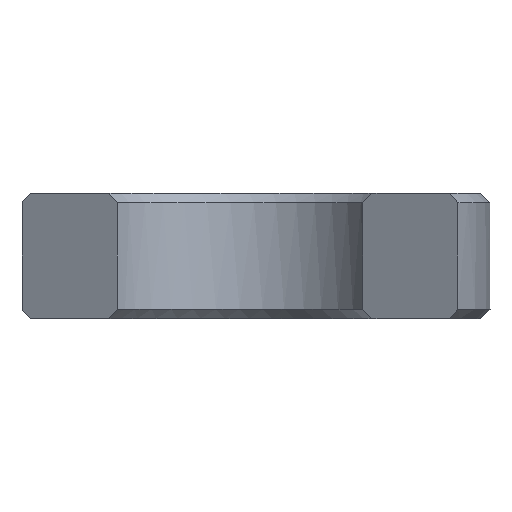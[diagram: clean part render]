
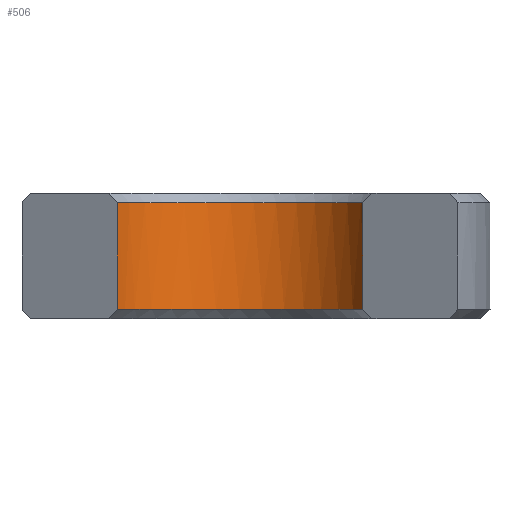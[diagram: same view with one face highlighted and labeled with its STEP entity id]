
A CAD part, front view. The second image highlights one B-rep face of the part: STEP entity #506.
In plain terms, the highlighted free-form (B-spline) face has degree [2, 1] with [5, 2] control points.
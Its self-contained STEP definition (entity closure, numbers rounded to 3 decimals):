
#4 = CARTESIAN_POINT ( 'NONE',  ( 2649.406, 2337.824, -18.4 ) ) ;
#18 = CARTESIAN_POINT ( 'NONE',  ( 2621.806, 2379.219, -1.5 ) ) ;
#22 = ORIENTED_EDGE ( 'NONE', *, *, #233, .F. ) ;
#55 = FACE_OUTER_BOUND ( 'NONE', #237, .T. ) ;
#66 = CARTESIAN_POINT ( 'NONE',  ( 2621.378, 2379.467, -18.738 ) ) ;
#72 = CARTESIAN_POINT ( 'NONE',  ( 2610.103, 2359.938, -18.738 ) ) ;
#74 = CARTESIAN_POINT ( 'NONE',  ( 2649.406, 2337.824, -1.5 ) ) ;
#92 = B_SPLINE_CURVE_WITH_KNOTS ( 'NONE', 1,
 ( #260, #535 ),
 .UNSPECIFIED., .F., .F.,
 ( 2, 2 ),
 ( 0., 1. ),
 .UNSPECIFIED. ) ;
#114 = CARTESIAN_POINT ( 'NONE',  ( 2640.906, 2368.192, -18.738 ) ) ;
#130 = CARTESIAN_POINT ( 'NONE',  ( 2640.906, 2368.192, -18.4 ) ) ;
#138 = ORIENTED_EDGE ( 'NONE', *, *, #542, .F. ) ;
#161 = CARTESIAN_POINT ( 'NONE',  ( 2649.406, 2337.824, -18.4 ) ) ;
#163 = CARTESIAN_POINT ( 'NONE',  ( 2660.435, 2356.917, -18.738 ) ) ;
#170 = CARTESIAN_POINT ( 'NONE',  ( 2610.357, 2360.368, -18.4 ) ) ;
#177 = EDGE_CURVE ( 'NONE', #513, #246, #524, .T. ) ;
#198 = CARTESIAN_POINT ( 'NONE',  ( 2660.435, 2356.917, -1.162 ) ) ;
#203 = CARTESIAN_POINT ( 'NONE',  ( 2610.103, 2359.938, -1.162 ) ) ;
#206 = CARTESIAN_POINT ( 'NONE',  ( 2649.406, 2337.824, -18.4 ) ) ;
#233 = EDGE_CURVE ( 'NONE', #246, #491, #92, .T. ) ;
#237 = EDGE_LOOP ( 'NONE', ( #421, #423, #138, #22 ) ) ;
#246 = VERTEX_POINT ( 'NONE', #170 ) ;
#260 = CARTESIAN_POINT ( 'NONE',  ( 2610.357, 2360.368, -18.4 ) ) ;
#267 = B_SPLINE_CURVE_WITH_KNOTS ( 'NONE', 1,
 ( #398, #4 ),
 .UNSPECIFIED., .F., .F.,
 ( 2, 2 ),
 ( 0., 1. ),
 .UNSPECIFIED. ) ;
#270 = EDGE_CURVE ( 'NONE', #560, #513, #267, .T. ) ;
#286 = CARTESIAN_POINT ( 'NONE',  ( 2649.406, 2337.824, -1.5 ) ) ;
#333 = CARTESIAN_POINT ( 'NONE',  ( 2640.906, 2368.192, -1.5 ) ) ;
#338 = CARTESIAN_POINT ( 'NONE',  ( 2610.357, 2360.368, -18.4 ) ) ;
#339 = CARTESIAN_POINT ( 'NONE',  ( 2660.007, 2357.164, -18.4 ) ) ;
#365 = CARTESIAN_POINT ( 'NONE',  ( 2610.357, 2360.368, -1.5 ) ) ;
#371 = CARTESIAN_POINT ( 'NONE',  ( 2649.16, 2337.388, -18.738 ) ) ;
#398 = CARTESIAN_POINT ( 'NONE',  ( 2649.406, 2337.824, -1.5 ) ) ;
#421 = ORIENTED_EDGE ( 'NONE', *, *, #177, .F. ) ;
#423 = ORIENTED_EDGE ( 'NONE', *, *, #270, .F. ) ;
#425 = CARTESIAN_POINT ( 'NONE',  ( 2621.378, 2379.467, -1.162 ) ) ;
#428 =( BOUNDED_CURVE ( )  B_SPLINE_CURVE ( 2, ( #470, #18, #333, #548, #74 ),
 .UNSPECIFIED., .F., .F. ) 
 B_SPLINE_CURVE_WITH_KNOTS ( ( 3, 2, 3 ),
 ( 0., 88.729, 177.459 ),
 .UNSPECIFIED. ) 
 CURVE ( )  GEOMETRIC_REPRESENTATION_ITEM ( )  RATIONAL_B_SPLINE_CURVE ( ( 0.991, 0.712, 1., 0.712, 0.991 ) ) 
 REPRESENTATION_ITEM ( '' )  );
#468 = CARTESIAN_POINT ( 'NONE',  ( 2640.906, 2368.192, -1.162 ) ) ;
#470 = CARTESIAN_POINT ( 'NONE',  ( 2610.357, 2360.368, -1.5 ) ) ;
#491 = VERTEX_POINT ( 'NONE', #365 ) ;
#506 = ADVANCED_FACE ( 'NONE', ( #55 ), #541, .F. ) ;
#513 = VERTEX_POINT ( 'NONE', #161 ) ;
#524 =( BOUNDED_CURVE ( )  B_SPLINE_CURVE ( 2, ( #206, #339, #130, #527, #338 ),
 .UNSPECIFIED., .F., .T. ) 
 B_SPLINE_CURVE_WITH_KNOTS ( ( 3, 2, 3 ),
 ( 0., 88.729, 177.459 ),
 .UNSPECIFIED. ) 
 CURVE ( )  GEOMETRIC_REPRESENTATION_ITEM ( )  RATIONAL_B_SPLINE_CURVE ( ( 0.991, 0.712, 1., 0.712, 0.991 ) ) 
 REPRESENTATION_ITEM ( '' )  );
#527 = CARTESIAN_POINT ( 'NONE',  ( 2621.806, 2379.219, -18.4 ) ) ;
#535 = CARTESIAN_POINT ( 'NONE',  ( 2610.357, 2360.368, -1.5 ) ) ;
#541 =( BOUNDED_SURFACE ( )  B_SPLINE_SURFACE ( 2, 1, ( 
 ( #371, #551 ),
 ( #163, #198 ),
 ( #114, #468 ),
 ( #66, #425 ),
 ( #72, #203 ) ),
 .UNSPECIFIED., .F., .F., .F. ) 
 B_SPLINE_SURFACE_WITH_KNOTS ( ( 3, 2, 3 ),
 ( 2, 2 ),
 ( -90., 0., 90. ),
 ( -8.788, 8.788 ),
 .UNSPECIFIED. ) 
 GEOMETRIC_REPRESENTATION_ITEM ( )  RATIONAL_B_SPLINE_SURFACE ( (
 ( 1., 1.),
 ( 0.707, 0.707),
 ( 1., 1.),
 ( 0.707, 0.707),
 ( 1., 1.) ) ) 
 REPRESENTATION_ITEM ( '' )  SURFACE ( )  );
#542 = EDGE_CURVE ( 'NONE', #491, #560, #428, .T. ) ;
#548 = CARTESIAN_POINT ( 'NONE',  ( 2660.007, 2357.164, -1.5 ) ) ;
#551 = CARTESIAN_POINT ( 'NONE',  ( 2649.16, 2337.388, -1.162 ) ) ;
#560 = VERTEX_POINT ( 'NONE', #286 ) ;
